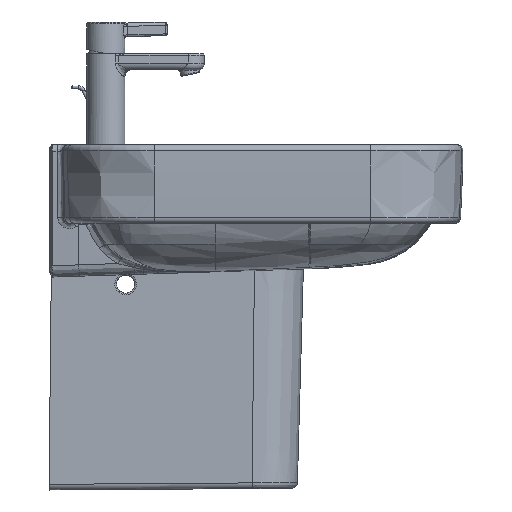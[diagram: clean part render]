
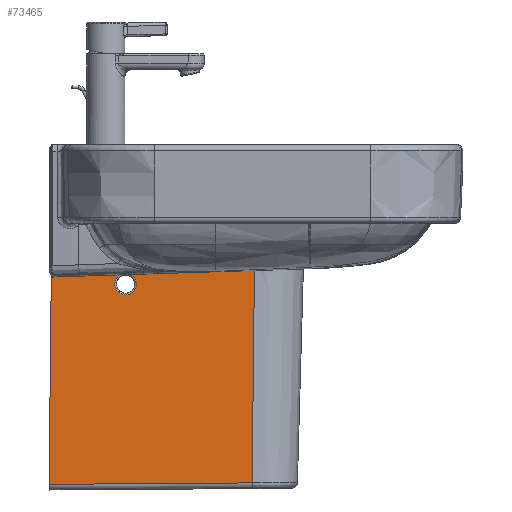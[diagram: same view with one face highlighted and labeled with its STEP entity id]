
A CAD part, front view. The second image highlights one B-rep face of the part: STEP entity #73465.
In plain terms, the highlighted face is planar.
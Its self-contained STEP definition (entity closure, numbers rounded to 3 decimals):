
#73376=CARTESIAN_POINT('',(103.209,-96.569,46.265));
#73377=VERTEX_POINT('',#73376);
#73385=CARTESIAN_POINT('',(103.472,-90.02,35.035));
#73386=DIRECTION('',(1.,-0.01,0.017));
#73387=DIRECTION('',(0.02,0.504,-0.864));
#73388=AXIS2_PLACEMENT_3D('',#73385,#73386,#73387);
#73389=ELLIPSE('',#73388,13.003,13.0);
#73390=EDGE_CURVE('',#73377,#73377,#73389,.T.);
#73423=CARTESIAN_POINT('',(103.75,-122.805,0.0));
#73424=DIRECTION('',(1.,-0.01,0.017));
#73425=DIRECTION('',(0.017,0.0,-1.));
#73426=AXIS2_PLACEMENT_3D('',#73423,#73424,#73425);
#73427=PLANE('',#73426);
#73428=CARTESIAN_POINT('',(100.145,0.0,278.122));
#73429=VERTEX_POINT('',#73428);
#73430=CARTESIAN_POINT('',(104.899,0.0,5.794));
#73431=VERTEX_POINT('',#73430);
#73432=CARTESIAN_POINT('',(104.899,0.,5.794));
#73433=DIRECTION('',(-0.017,0.,1.));
#73434=VECTOR('',#73433,272.37);
#73435=LINE('',#73432,#73434);
#73436=EDGE_CURVE('',#73429,#73431,#73435,.F.);
#73437=ORIENTED_EDGE('',*,*,#73436,.F.);
#73438=CARTESIAN_POINT('',(97.72,-245.562,273.836));
#73439=VERTEX_POINT('',#73438);
#73440=CARTESIAN_POINT('',(100.145,0.,278.122));
#73441=DIRECTION('',(-0.01,-1.,-0.017));
#73442=VECTOR('',#73441,245.611);
#73443=LINE('',#73440,#73442);
#73444=EDGE_CURVE('',#73429,#73439,#73443,.T.);
#73445=ORIENTED_EDGE('',*,*,#73444,.T.);
#73446=CARTESIAN_POINT('',(102.444,-245.61,3.222));
#73447=VERTEX_POINT('',#73446);
#73448=CARTESIAN_POINT('',(97.72,-245.562,273.836));
#73449=DIRECTION('',(0.017,0.,-1.));
#73450=VECTOR('',#73449,270.656);
#73451=LINE('',#73448,#73450);
#73452=EDGE_CURVE('',#73447,#73439,#73451,.F.);
#73453=ORIENTED_EDGE('',*,*,#73452,.F.);
#73454=CARTESIAN_POINT('',(104.899,0.,5.794));
#73455=DIRECTION('',(-0.01,-1.,-0.01));
#73456=VECTOR('',#73455,245.636);
#73457=LINE('',#73454,#73456);
#73458=EDGE_CURVE('',#73447,#73431,#73457,.F.);
#73459=ORIENTED_EDGE('',*,*,#73458,.T.);
#73460=EDGE_LOOP('',(#73437,#73445,#73453,#73459));
#73461=FACE_OUTER_BOUND('',#73460,.T.);
#73462=ORIENTED_EDGE('',*,*,#73390,.F.);
#73463=EDGE_LOOP('',(#73462));
#73464=FACE_BOUND('',#73463,.T.);
#73465=ADVANCED_FACE('',(#73461,#73464),#73427,.T.);
